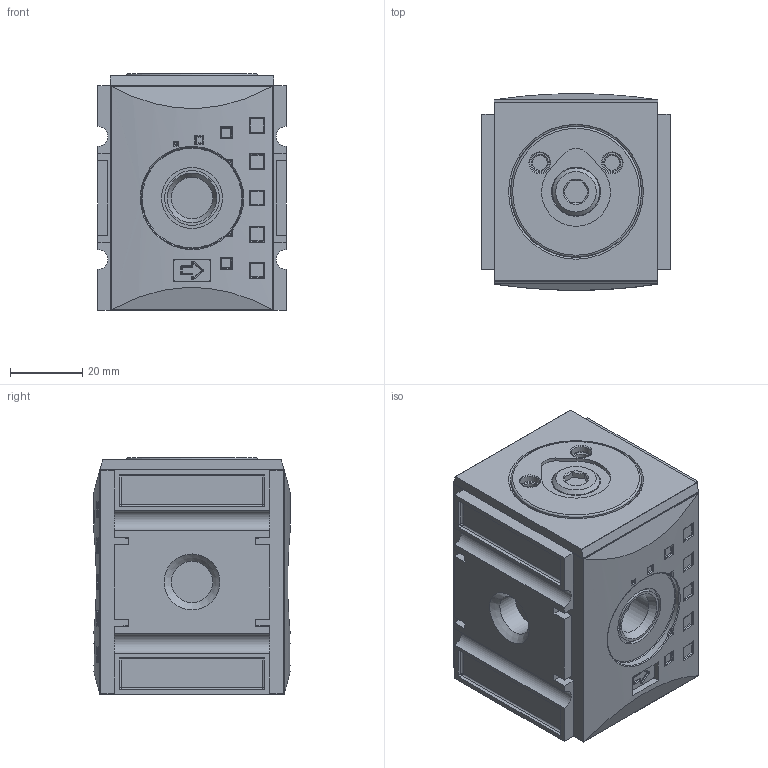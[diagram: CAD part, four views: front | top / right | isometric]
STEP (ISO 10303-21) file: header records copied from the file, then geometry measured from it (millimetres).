
FILE_DESCRIPTION((''),'2;1');
FILE_NAME('KDIS-114.stp','2010-02-10T08:48:57',('DDruske'),(''),'Autodesk Inventor 2009','Autodesk Inventor 2009','');
FILE_SCHEMA(('AUTOMOTIVE_DESIGN { 1 0 10303 214 1 1 1 1 }'));
Length unit declared in the file: millimetre
Products named in the file (1): Bauteil6
Bounding box: 52 x 54.19 x 65.3 mm (x, y, z)
Volume: 149407 mm3; surface area: 29913.6 mm2
Topology: 2 solids, 2 shells, 680 faces, 1785 edges, 1109 vertices
Faces by surface type: cylinder 241, plane 210, bspline 153, torus 60, cone 12, sphere 4
Full cylindrical faces by diameter (mm): 4.134 x2, 5.5 x2, 11.445 x3, 11.45 x1, 13.16 x1, 15.1 x1, 16.8 x3, 28 x2, 36 x1, 36.2 x1
Entity records: 27269 total; most frequent: CARTESIAN_POINT 10864, ORIENTED_EDGE 3404, DIRECTION 3032, EDGE_CURVE 1702, VERTEX_POINT 1098, AXIS2_PLACEMENT_3D 1056, VECTOR 920, LINE 920
